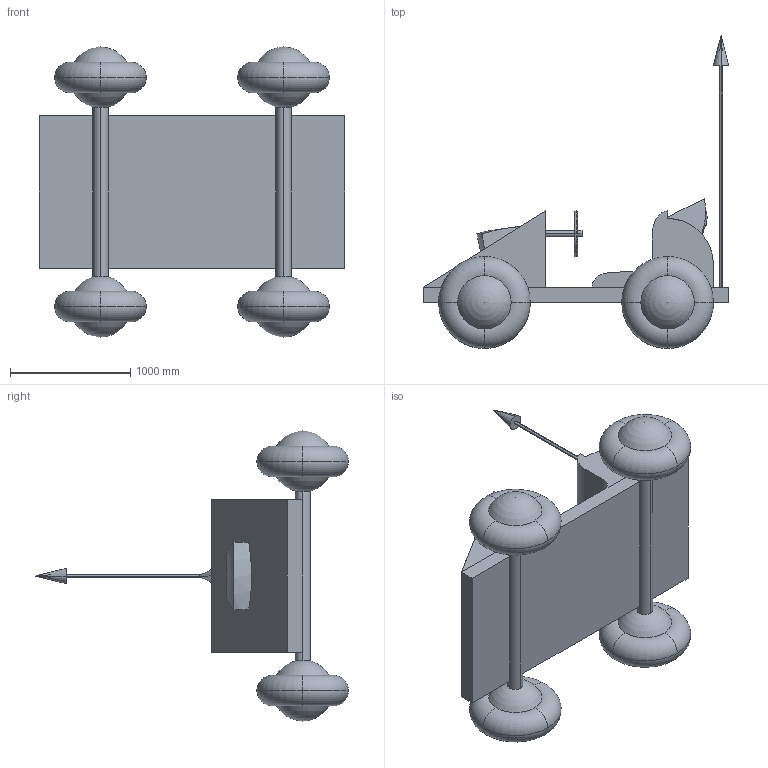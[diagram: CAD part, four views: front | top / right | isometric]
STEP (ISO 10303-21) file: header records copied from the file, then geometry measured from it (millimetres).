
FILE_DESCRIPTION(('produced by SPATIAL CORP'),'2;1');
FILE_NAME( 'moon_buggy.hh.sat.stp', '2002-04-22T18:05:30+00:00',('SPATIAL CORP'),('SPATIAL CORP'), 'ACIS STEP Husk','http://www.spatial.com','SPATIAL CORP');
FILE_SCHEMA(('CONFIG_CONTROL_DESIGN'));
Length unit declared in the file: millimetre
Products named in the file (1): PRODUCT_ID_1
Bounding box: 2540 x 2603.5 x 2413 mm (x, y, z)
Volume: 1678598797.1 mm3; surface area: 17047395.3 mm2
Topology: 1 solids, 1 shells, 113 faces, 282 edges, 168 vertices
Faces by surface type: torus 40, plane 28, cylinder 26, sphere 8, bspline 7, cone 4
Entity records: 3499 total; most frequent: CARTESIAN_POINT 1394, ORIENTED_EDGE 532, DIRECTION 294, EDGE_CURVE 266, VERTEX_POINT 164, EDGE_LOOP 122, FACE_BOUND 122, AXIS2_PLACEMENT_3D 117
